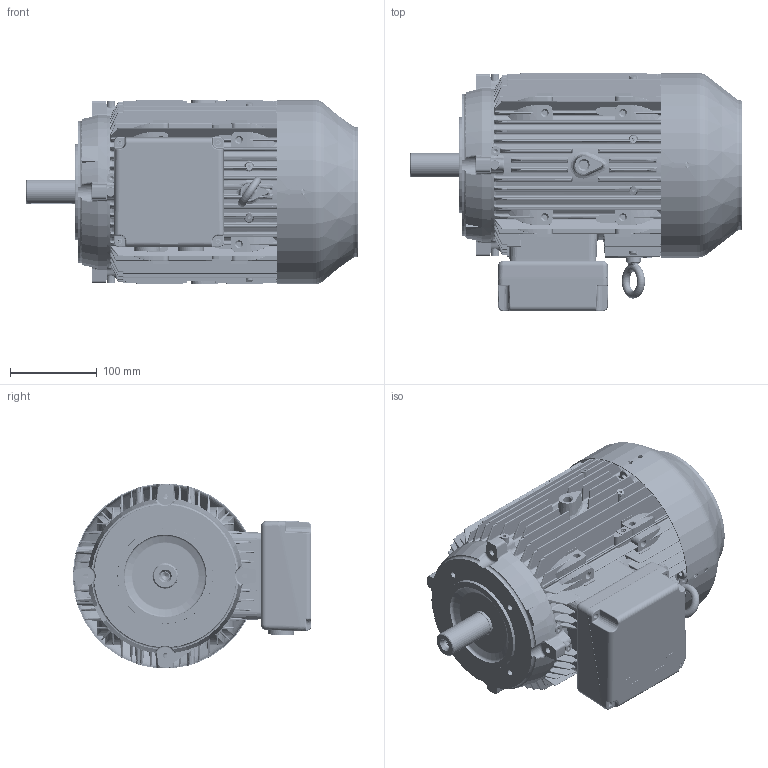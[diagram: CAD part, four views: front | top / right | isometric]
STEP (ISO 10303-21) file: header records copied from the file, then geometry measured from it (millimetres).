
FILE_DESCRIPTION( ( 'Unknown' ), '1' );
FILE_NAME( 'WP-DA112M B14.stp', 'Unknown', ( 'Unknown' ), ( 'Unknown' ), 'PSStep 17.0.49', 'Unknown', ' ' );
FILE_SCHEMA( ( 'AUTOMOTIVE_DESIGN { 1 0 10303 214 1 1 1 1 }' ) );
Length unit declared in the file: millimetre
Products named in the file (2): w12ya000_8
Bounding box: 382 x 274.45 x 212.8 mm (x, y, z)
Volume: 2430147.1 mm3; surface area: 1104380 mm2
Topology: 2 solids, 9 shells, 5581 faces, 14685 edges, 9165 vertices
Faces by surface type: cylinder 1854, plane 1525, bspline 1254, cone 469, torus 312, sphere 167
Full cylindrical faces by diameter (mm): 0.1 x1, 3.17 x4, 4 x4, 4.5 x6, 4.79 x9, 5 x12, 5.5 x5, 5.69 x18, 5.8 x5, 6 x6, 6.2 x19, 6.5 x5, 6.985 x4, 7 x8, 7.3 x4, 7.6 x1, 7.69 x16, 8 x1, 8.5 x2, 10 x3, 10.25 x2, 10.5 x1, 17 x1, 23.8 x1, 24.5 x1, 24.95 x2, 25 x4, 28 x1, 29.5 x1, 29.9 x1
Entity records: 391284 total; most frequent: CARTESIAN_POINT 220189, ORIENTED_EDGE 28112, DIRECTION 23969, EDGE_CURVE 14056, AXIS2_PLACEMENT_3D 9627, VERTEX_POINT 9036, EDGE_LOOP 6410, FACE_OUTER_BOUND 5798
